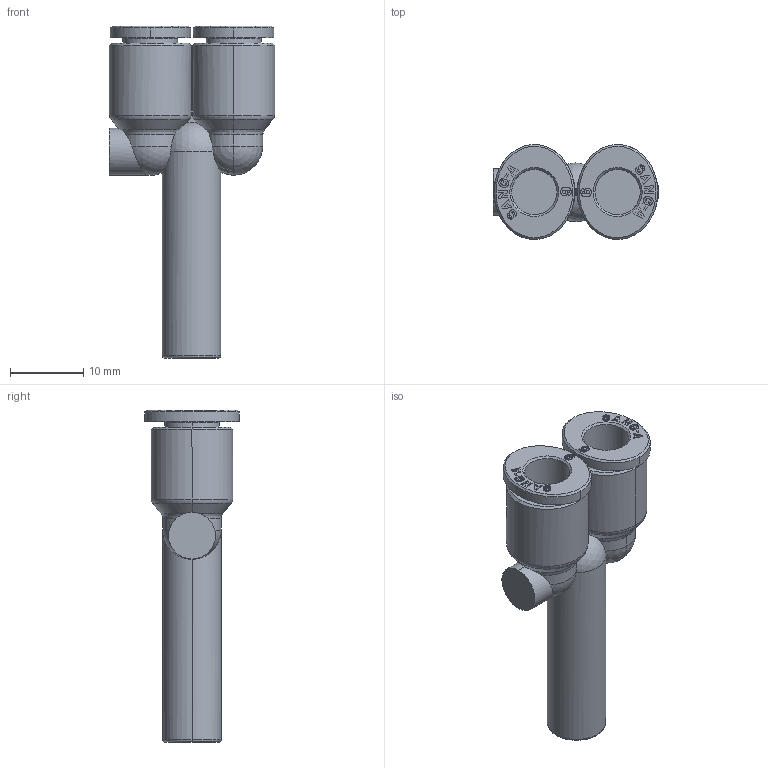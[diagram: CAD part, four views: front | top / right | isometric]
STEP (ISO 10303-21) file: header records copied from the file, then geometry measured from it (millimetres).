
FILE_DESCRIPTION((''),'2;1');
FILE_NAME('GPWJ_0806(3D).stp','2012-12-27T14:53:10',(''),(''),'Mechanical Desktop.R8.0.24.0','Mechanical Desktop.R8.0.24.0',', , ');
FILE_SCHEMA(('CONFIG_CONTROL_DESIGN'));
Length unit declared in the file: millimetre
Products named in the file (2): GPWJ_0806(3D); ºÎÇ°1
Assembly tree (1 placements, depth 2):
  GPWJ_0806(3D)
    ºÎÇ°1
Bounding box: 22.6 x 13 x 45.45 mm (x, y, z)
Volume: 3003.8 mm3; surface area: 3659 mm2
Topology: 1 solids, 1 shells, 480 faces, 1328 edges, 873 vertices
Faces by surface type: plane 342, bspline 65, cylinder 45, cone 15, torus 7, sphere 6
Entity records: 17196 total; most frequent: CARTESIAN_POINT 4971, ORIENTED_EDGE 2648, DIRECTION 2345, EDGE_CURVE 1324, VECTOR 1041, LINE 1041, VERTEX_POINT 873, AXIS2_PLACEMENT_3D 652
